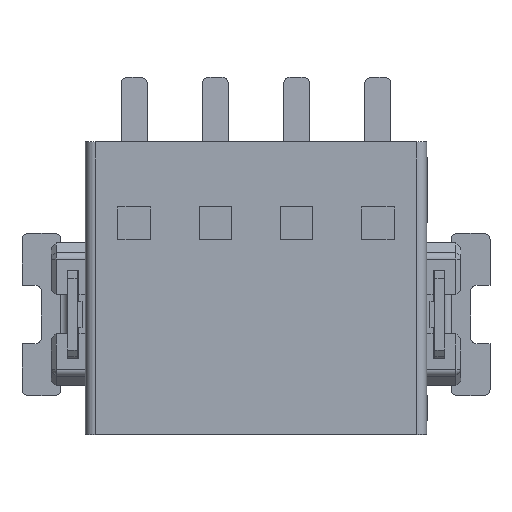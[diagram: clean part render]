
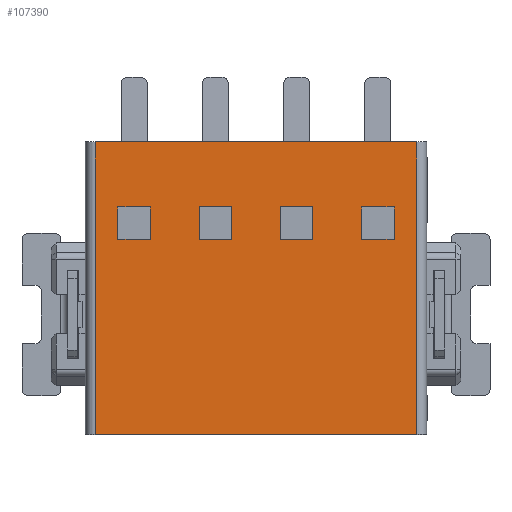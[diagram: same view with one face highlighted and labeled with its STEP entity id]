
A CAD part, top view. The second image highlights one B-rep face of the part: STEP entity #107390.
In plain terms, the highlighted face is planar.
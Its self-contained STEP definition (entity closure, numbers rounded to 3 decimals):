
#26130=CARTESIAN_POINT('',(-7.539,-12.222,1.05));
#26140=VERTEX_POINT('',#26130);
#26170=CARTESIAN_POINT('',(0.5,-12.222,1.05));
#26180=DIRECTION('',(-1.,0.,0.));
#26190=VECTOR('',#26180,1.);
#26200=LINE('',#26170,#26190);
#26210=CARTESIAN_POINT('',(-6.539,-12.222,1.05));
#26220=VERTEX_POINT('',#26210);
#26230=EDGE_CURVE('',#26220,#26140,#26200,.T.);
#31330=CARTESIAN_POINT('',(-13.539,-12.222,0.35));
#31340=VERTEX_POINT('',#31330);
#31500=CARTESIAN_POINT('',(-4.539,-12.222,0.35));
#31510=VERTEX_POINT('',#31500);
#31540=CARTESIAN_POINT('',(0.,-12.222,0.35));
#31550=DIRECTION('',(1.,0.,0.));
#31560=VECTOR('',#31550,1.);
#31570=LINE('',#31540,#31560);
#31580=EDGE_CURVE('',#31340,#31510,#31570,.T.);
#31790=CARTESIAN_POINT('',(-7.539,-12.222,2.05));
#31800=VERTEX_POINT('',#31790);
#31830=CARTESIAN_POINT('',(-7.539,-12.222,0.));
#31840=DIRECTION('',(0.,0.,1.));
#31850=VECTOR('',#31840,1.);
#31860=LINE('',#31830,#31850);
#31870=EDGE_CURVE('',#26140,#31800,#31860,.T.);
#41110=CARTESIAN_POINT('',(-6.539,-12.222,2.05));
#41120=VERTEX_POINT('',#41110);
#41170=CARTESIAN_POINT('',(-6.539,-12.222,0.));
#41180=DIRECTION('',(0.,0.,-1.));
#41190=VECTOR('',#41180,1.);
#41200=LINE('',#41170,#41190);
#41210=EDGE_CURVE('',#41120,#26220,#41200,.T.);
#48280=CARTESIAN_POINT('',(0.5,-12.222,2.05));
#48290=DIRECTION('',(1.,0.,0.));
#48300=VECTOR('',#48290,1.);
#48310=LINE('',#48280,#48300);
#48320=EDGE_CURVE('',#31800,#41120,#48310,.T.);
#58500=CARTESIAN_POINT('',(0.5,-12.222,8.55));
#58510=DIRECTION('',(-1.,0.,0.));
#58520=VECTOR('',#58510,1.);
#58530=LINE('',#58500,#58520);
#58540=CARTESIAN_POINT('',(-6.539,-12.222,8.55));
#58550=VERTEX_POINT('',#58540);
#58560=CARTESIAN_POINT('',(-7.539,-12.222,8.55));
#58570=VERTEX_POINT('',#58560);
#58580=EDGE_CURVE('',#58550,#58570,#58530,.T.);
#58980=CARTESIAN_POINT('',(-6.539,-12.222,2.5));
#58990=DIRECTION('',(0.,0.,-1.));
#59000=VECTOR('',#58990,1.);
#59010=LINE('',#58980,#59000);
#59020=CARTESIAN_POINT('',(-6.539,-12.222,9.55));
#59030=VERTEX_POINT('',#59020);
#59040=EDGE_CURVE('',#59030,#58550,#59010,.T.);
#59440=CARTESIAN_POINT('',(0.5,-12.222,9.55));
#59450=DIRECTION('',(1.,0.,0.));
#59460=VECTOR('',#59450,1.);
#59470=LINE('',#59440,#59460);
#59480=CARTESIAN_POINT('',(-7.539,-12.222,9.55));
#59490=VERTEX_POINT('',#59480);
#59500=EDGE_CURVE('',#59490,#59030,#59470,.T.);
#59810=CARTESIAN_POINT('',(-7.539,-12.222,2.5));
#59820=DIRECTION('',(0.,0.,1.));
#59830=VECTOR('',#59820,1.);
#59840=LINE('',#59810,#59830);
#59850=EDGE_CURVE('',#58570,#59490,#59840,.T.);
#67610=CARTESIAN_POINT('',(-6.539,-12.222,4.55));
#67620=VERTEX_POINT('',#67610);
#67650=CARTESIAN_POINT('',(0.5,-12.222,4.55));
#67660=DIRECTION('',(1.,0.,0.));
#67670=VECTOR('',#67660,1.);
#67680=LINE('',#67650,#67670);
#67690=CARTESIAN_POINT('',(-7.539,-12.222,4.55));
#67700=VERTEX_POINT('',#67690);
#67710=EDGE_CURVE('',#67700,#67620,#67680,.T.);
#67940=CARTESIAN_POINT('',(0.5,-12.222,3.55));
#67950=DIRECTION('',(-1.,0.,0.));
#67960=VECTOR('',#67950,1.);
#67970=LINE('',#67940,#67960);
#67980=CARTESIAN_POINT('',(-6.539,-12.222,3.55));
#67990=VERTEX_POINT('',#67980);
#68000=CARTESIAN_POINT('',(-7.539,-12.222,3.55));
#68010=VERTEX_POINT('',#68000);
#68020=EDGE_CURVE('',#67990,#68010,#67970,.T.);
#68320=CARTESIAN_POINT('',(-6.539,-12.222,0.));
#68330=DIRECTION('',(0.,0.,-1.));
#68340=VECTOR('',#68330,1.);
#68350=LINE('',#68320,#68340);
#68360=EDGE_CURVE('',#67620,#67990,#68350,.T.);
#68580=CARTESIAN_POINT('',(-7.539,-12.222,0.));
#68590=DIRECTION('',(0.,0.,1.));
#68600=VECTOR('',#68590,1.);
#68610=LINE('',#68580,#68600);
#68620=EDGE_CURVE('',#68010,#67700,#68610,.T.);
#93000=CARTESIAN_POINT('',(-6.539,-12.222,7.05));
#93010=VERTEX_POINT('',#93000);
#93040=CARTESIAN_POINT('',(0.5,-12.222,7.05));
#93050=DIRECTION('',(1.,0.,0.));
#93060=VECTOR('',#93050,1.);
#93070=LINE('',#93040,#93060);
#93080=CARTESIAN_POINT('',(-7.539,-12.222,7.05));
#93090=VERTEX_POINT('',#93080);
#93100=EDGE_CURVE('',#93090,#93010,#93070,.T.);
#93330=CARTESIAN_POINT('',(0.5,-12.222,6.05));
#93340=DIRECTION('',(-1.,0.,0.));
#93350=VECTOR('',#93340,1.);
#93360=LINE('',#93330,#93350);
#93370=CARTESIAN_POINT('',(-6.539,-12.222,6.05));
#93380=VERTEX_POINT('',#93370);
#93390=CARTESIAN_POINT('',(-7.539,-12.222,6.05));
#93400=VERTEX_POINT('',#93390);
#93410=EDGE_CURVE('',#93380,#93400,#93360,.T.);
#93710=CARTESIAN_POINT('',(-6.539,-12.222,2.5));
#93720=DIRECTION('',(0.,0.,-1.));
#93730=VECTOR('',#93720,1.);
#93740=LINE('',#93710,#93730);
#93750=EDGE_CURVE('',#93010,#93380,#93740,.T.);
#93970=CARTESIAN_POINT('',(-7.539,-12.222,2.5));
#93980=DIRECTION('',(0.,0.,1.));
#93990=VECTOR('',#93980,1.);
#94000=LINE('',#93970,#93990);
#94010=EDGE_CURVE('',#93400,#93090,#94000,.T.);
#106850=CARTESIAN_POINT('',(-6.778,-12.222,
-0.528));
#106860=DIRECTION('',(0.,1.,-0.));
#106870=DIRECTION('',(-1.,0.,0.));
#106880=AXIS2_PLACEMENT_3D('',#106850,#106860,#106870);
#106890=PLANE('',#106880);
#106900=ORIENTED_EDGE('',*,*,#31580,.F.);
#106910=CARTESIAN_POINT('',(-4.539,-12.222,2.5));
#106920=DIRECTION('',(0.,0.,1.));
#106930=VECTOR('',#106920,1.);
#106940=LINE('',#106910,#106930);
#106950=CARTESIAN_POINT('',(-4.539,-12.222,10.25));
#106960=VERTEX_POINT('',#106950);
#106970=EDGE_CURVE('',#31510,#106960,#106940,.T.);
#106980=ORIENTED_EDGE('',*,*,#106970,.F.);
#106990=CARTESIAN_POINT('',(0.,-12.222,10.25));
#107000=DIRECTION('',(-1.,0.,0.));
#107010=VECTOR('',#107000,1.);
#107020=LINE('',#106990,#107010);
#107030=CARTESIAN_POINT('',(-13.539,-12.222,10.25));
#107040=VERTEX_POINT('',#107030);
#107050=EDGE_CURVE('',#106960,#107040,#107020,.T.);
#107060=ORIENTED_EDGE('',*,*,#107050,.F.);
#107070=CARTESIAN_POINT('',(-13.539,-12.222,2.5));
#107080=DIRECTION('',(0.,0.,1.));
#107090=VECTOR('',#107080,1.);
#107100=LINE('',#107070,#107090);
#107110=EDGE_CURVE('',#31340,#107040,#107100,.T.);
#107120=ORIENTED_EDGE('',*,*,#107110,.T.);
#107130=EDGE_LOOP('',(#107120,#107060,#106980,#106900));
#107140=FACE_OUTER_BOUND('',#107130,.T.);
#107150=ORIENTED_EDGE('',*,*,#59500,.F.);
#107160=ORIENTED_EDGE('',*,*,#59040,.F.);
#107170=ORIENTED_EDGE('',*,*,#58580,.F.);
#107180=ORIENTED_EDGE('',*,*,#59850,.F.);
#107190=EDGE_LOOP('',(#107180,#107170,#107160,#107150));
#107200=FACE_BOUND('',#107190,.T.);
#107210=ORIENTED_EDGE('',*,*,#67710,.F.);
#107220=ORIENTED_EDGE('',*,*,#68360,.F.);
#107230=ORIENTED_EDGE('',*,*,#68020,.F.);
#107240=ORIENTED_EDGE('',*,*,#68620,.F.);
#107250=EDGE_LOOP('',(#107240,#107230,#107220,#107210));
#107260=FACE_BOUND('',#107250,.T.);
#107270=ORIENTED_EDGE('',*,*,#26230,.F.);
#107280=ORIENTED_EDGE('',*,*,#31870,.F.);
#107290=ORIENTED_EDGE('',*,*,#48320,.F.);
#107300=ORIENTED_EDGE('',*,*,#41210,.F.);
#107310=EDGE_LOOP('',(#107300,#107290,#107280,#107270));
#107320=FACE_BOUND('',#107310,.T.);
#107330=ORIENTED_EDGE('',*,*,#93100,.F.);
#107340=ORIENTED_EDGE('',*,*,#93750,.F.);
#107350=ORIENTED_EDGE('',*,*,#93410,.F.);
#107360=ORIENTED_EDGE('',*,*,#94010,.F.);
#107370=EDGE_LOOP('',(#107360,#107350,#107340,#107330));
#107380=FACE_BOUND('',#107370,.T.);
#107390=ADVANCED_FACE('',(#107140,#107200,#107260,#107320,#107380),
#106890,.T.);
